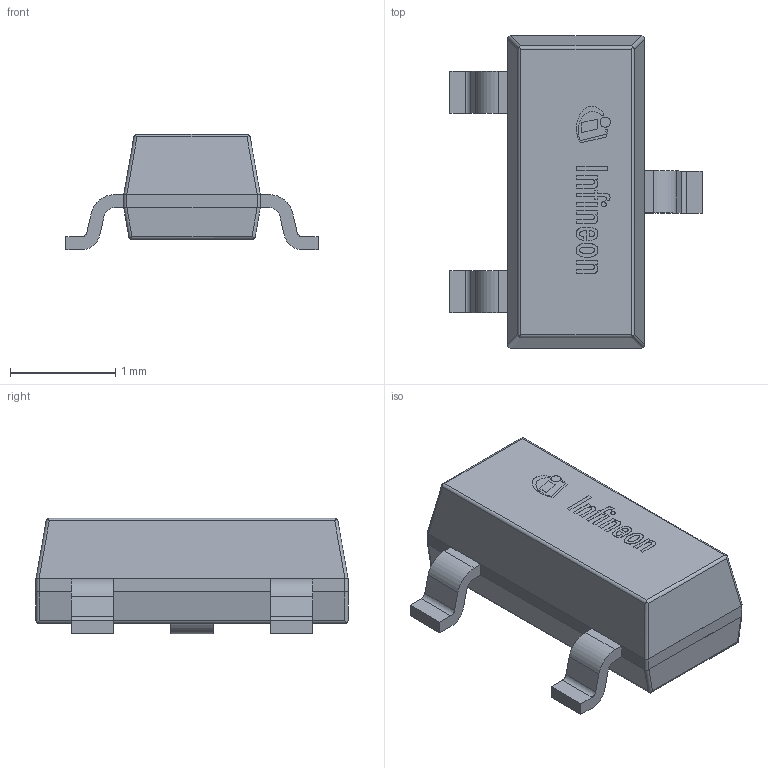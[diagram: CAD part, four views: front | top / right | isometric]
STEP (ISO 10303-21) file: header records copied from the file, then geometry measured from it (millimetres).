
FILE_DESCRIPTION(/* description */ (''),/* implementation_level */ '2;1');
FILE_NAME(/* name */ 'PG-SOT23-3-3_Z8B00000295_V04_3D.stp',/* time_stamp */ '2023-03-16T15:48:09+05:00',/* author */ ('Subramani'),/* organization */ (''),/* preprocessor_version */ 'ST-DEVELOPER v16.13',/* originating_system */ 'AutoCAD Mechanical',/* authorisation */ '');
FILE_SCHEMA (('AUTOMOTIVE_DESIGN { 1 0 10303 214 3 1 1 }'));
Length unit declared in the file: millimetre
Products named in the file (1): Product
Bounding box: 2.4 x 2.97 x 1.1 mm (x, y, z)
Volume: 3.7 mm3; surface area: 33.3 mm2
Topology: 18 solids, 18 shells, 283 faces, 741 edges, 494 vertices
Faces by surface type: cylinder 148, plane 135
Full cylindrical faces by diameter (mm): 0.047 x1, 0.097 x1
Entity records: 8832 total; most frequent: DIRECTION 1603, CARTESIAN_POINT 1517, ORIENTED_EDGE 1478, EDGE_CURVE 739, AXIS2_PLACEMENT_3D 580, VERTEX_POINT 494, LINE 443, VECTOR 443
